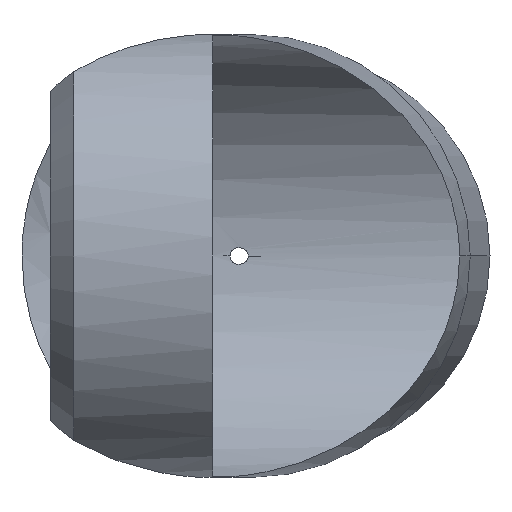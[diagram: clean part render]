
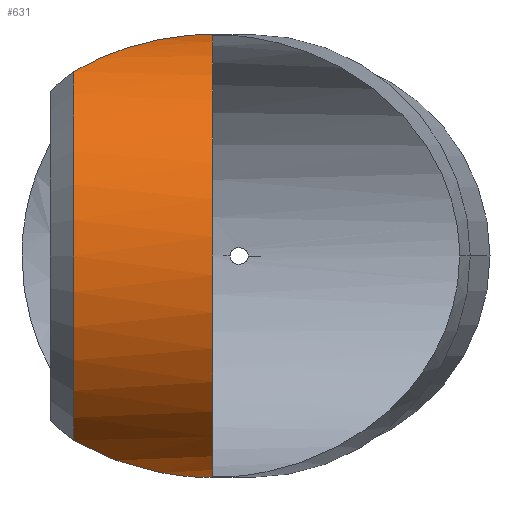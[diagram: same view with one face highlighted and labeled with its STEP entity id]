
A CAD part, front view. The second image highlights one B-rep face of the part: STEP entity #631.
In plain terms, the highlighted cylindrical face has radius 9.582 mm (diameter 19.165 mm), a partial arc.
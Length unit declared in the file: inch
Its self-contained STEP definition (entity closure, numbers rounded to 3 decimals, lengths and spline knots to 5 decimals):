
#11 = EDGE_CURVE ( 'NONE', #297, #224, #218, .T. ) ;
#31 = CARTESIAN_POINT ( 'NONE',  ( 5.1489, 0.98157, -0.37497 ) ) ;
#35 = DIRECTION ( 'NONE',  ( 0., 0., -1. ) ) ;
#40 = CARTESIAN_POINT ( 'NONE',  ( 5.13311, 0.98055, 0.37486 ) ) ;
#100 = FACE_OUTER_BOUND ( 'NONE', #161, .T. ) ;
#101 = CARTESIAN_POINT ( 'NONE',  ( 5.03229, 0.91255, -0.36081 ) ) ;
#136 = ORIENTED_EDGE ( 'NONE', *, *, #11, .F. ) ;
#142 = CARTESIAN_POINT ( 'NONE',  ( 4.98528, 0.87293, 0.34654 ) ) ;
#145 = CARTESIAN_POINT ( 'NONE',  ( 4.9139, 0.81126, 0.31221 ) ) ;
#151 = DIRECTION ( 'NONE',  ( 1., 0., 0. ) ) ;
#152 = DIRECTION ( 'NONE',  ( 0., 0., -1. ) ) ;
#153 = CARTESIAN_POINT ( 'NONE',  ( 5.07105, 0.94379, 0.36892 ) ) ;
#161 = EDGE_LOOP ( 'NONE', ( #293, #412, #500, #136 ) ) ;
#187 = VERTEX_POINT ( 'NONE', #712 ) ;
#199 = CARTESIAN_POINT ( 'NONE',  ( 4.93116, 0.82627, -0.32239 ) ) ;
#203 = CARTESIAN_POINT ( 'NONE',  ( 5.13627, 0.98124, 0.37493 ) ) ;
#208 = CARTESIAN_POINT ( 'NONE',  ( 5.14573, 0.98194, 0.37501 ) ) ;
#217 = CARTESIAN_POINT ( 'NONE',  ( 5.12411, 0.97784, -0.37454 ) ) ;
#218 = CIRCLE ( 'NONE', #353, 0.37725 ) ;
#224 = VERTEX_POINT ( 'NONE', #255 ) ;
#255 = CARTESIAN_POINT ( 'NONE',  ( 5.1489, 0.98157, -0.37497 ) ) ;
#260 = CARTESIAN_POINT ( 'NONE',  ( 5.04181, 0.92041, 0.36312 ) ) ;
#266 = CARTESIAN_POINT ( 'NONE',  ( 5.13621, 0.98147, -0.37496 ) ) ;
#267 = AXIS2_PLACEMENT_3D ( 'NONE', #549, #434, #152 ) ;
#274 = CARTESIAN_POINT ( 'NONE',  ( 5.07117, 0.94388, -0.36894 ) ) ;
#278 = CIRCLE ( 'NONE', #705, 0.37725 ) ;
#293 = ORIENTED_EDGE ( 'NONE', *, *, #331, .T. ) ;
#297 = VERTEX_POINT ( 'NONE', #456 ) ;
#317 = CARTESIAN_POINT ( 'NONE',  ( 4.98516, 0.87283, -0.3465 ) ) ;
#325 = CARTESIAN_POINT ( 'NONE',  ( 4.9139, 1.02303, 0. ) ) ;
#331 = EDGE_CURVE ( 'NONE', #297, #351, #739, .T. ) ;
#351 = VERTEX_POINT ( 'NONE', #605 ) ;
#353 = AXIS2_PLACEMENT_3D ( 'NONE', #713, #151, #538 ) ;
#366 = EDGE_CURVE ( 'NONE', #351, #187, #278, .T. ) ;
#370 = CARTESIAN_POINT ( 'NONE',  ( 5.06133, 0.93613, -0.3672 ) ) ;
#372 = EDGE_CURVE ( 'NONE', #187, #224, #673, .T. ) ;
#374 = CARTESIAN_POINT ( 'NONE',  ( 5.14257, 0.98193, 0.37501 ) ) ;
#383 = CARTESIAN_POINT ( 'NONE',  ( 5.12398, 0.97779, 0.37454 ) ) ;
#412 = ORIENTED_EDGE ( 'NONE', *, *, #366, .T. ) ;
#434 = DIRECTION ( 'NONE',  ( 1., 0., 0. ) ) ;
#435 = CARTESIAN_POINT ( 'NONE',  ( 5.09121, 0.95869, 0.3718 ) ) ;
#456 = CARTESIAN_POINT ( 'NONE',  ( 5.1489, 0.98157, 0.37497 ) ) ;
#495 = CARTESIAN_POINT ( 'NONE',  ( 5.0322, 0.91247, 0.36079 ) ) ;
#500 = ORIENTED_EDGE ( 'NONE', *, *, #372, .T. ) ;
#501 = CARTESIAN_POINT ( 'NONE',  ( 4.9139, 0.81126, -0.31221 ) ) ;
#538 = DIRECTION ( 'NONE',  ( 0., 0., 1. ) ) ;
#543 = CARTESIAN_POINT ( 'NONE',  ( 4.94903, 0.84176, 0.3313 ) ) ;
#547 = CARTESIAN_POINT ( 'NONE',  ( 5.10172, 0.9661, -0.37298 ) ) ;
#549 = CARTESIAN_POINT ( 'NONE',  ( 4.6489, 1.02303, 0. ) ) ;
#550 = CARTESIAN_POINT ( 'NONE',  ( 5.09139, 0.95882, -0.37183 ) ) ;
#554 = CYLINDRICAL_SURFACE ( 'NONE', #267, 0.37725 ) ;
#555 = DIRECTION ( 'NONE',  ( 1., 0., 0. ) ) ;
#559 = CARTESIAN_POINT ( 'NONE',  ( 5.04187, 0.92046, -0.36313 ) ) ;
#600 = CARTESIAN_POINT ( 'NONE',  ( 5.11823, 0.97509, 0.37421 ) ) ;
#605 = CARTESIAN_POINT ( 'NONE',  ( 4.9139, 0.81126, 0.31221 ) ) ;
#612 = CARTESIAN_POINT ( 'NONE',  ( 5.06123, 0.93605, 0.36718 ) ) ;
#618 = CARTESIAN_POINT ( 'NONE',  ( 5.00377, 0.88872, 0.35293 ) ) ;
#631 = ADVANCED_FACE ( 'NONE', ( #100 ), #554, .T. ) ;
#664 = CARTESIAN_POINT ( 'NONE',  ( 5.10147, 0.96594, 0.37296 ) ) ;
#671 = CARTESIAN_POINT ( 'NONE',  ( 5.1489, 0.98157, 0.37497 ) ) ;
#673 = B_SPLINE_CURVE_WITH_KNOTS ( 'NONE', 3,
 ( #501, #199, #736, #317, #677, #101, #559, #370, #274, #550, #547, #740, #217, #266, #732, #31 ),
 .UNSPECIFIED., .F., .F.,
 ( 4, 2, 2, 2, 2, 2, 2, 4 ),
 ( 0.01071, 0.01262, 0.01453, 0.01549, 0.01644, 0.0174, 0.01788, 0.01836 ),
 .UNSPECIFIED. ) ;
#677 = CARTESIAN_POINT ( 'NONE',  ( 5.00381, 0.88876, -0.35295 ) ) ;
#705 = AXIS2_PLACEMENT_3D ( 'NONE', #325, #555, #35 ) ;
#712 = CARTESIAN_POINT ( 'NONE',  ( 4.9139, 0.81126, -0.31221 ) ) ;
#713 = CARTESIAN_POINT ( 'NONE',  ( 5.1489, 1.02303, 0. ) ) ;
#724 = CARTESIAN_POINT ( 'NONE',  ( 4.93128, 0.82637, 0.32246 ) ) ;
#732 = CARTESIAN_POINT ( 'NONE',  ( 5.14268, 0.98229, -0.37505 ) ) ;
#736 = CARTESIAN_POINT ( 'NONE',  ( 4.94886, 0.84162, -0.33123 ) ) ;
#739 = B_SPLINE_CURVE_WITH_KNOTS ( 'NONE', 3,
 ( #671, #208, #374, #203, #40, #383, #600, #664, #435, #153, #612, #260, #495, #618, #142, #543, #724, #145 ),
 .UNSPECIFIED., .F., .F.,
 ( 4, 2, 2, 2, 2, 2, 2, 2, 4 ),
 ( 0.05227, 0.05251, 0.05275, 0.05324, 0.0542, 0.05517, 0.05614, 0.05807, 0.06001 ),
 .UNSPECIFIED. ) ;
#740 = CARTESIAN_POINT ( 'NONE',  ( 5.11831, 0.97513, -0.37421 ) ) ;
